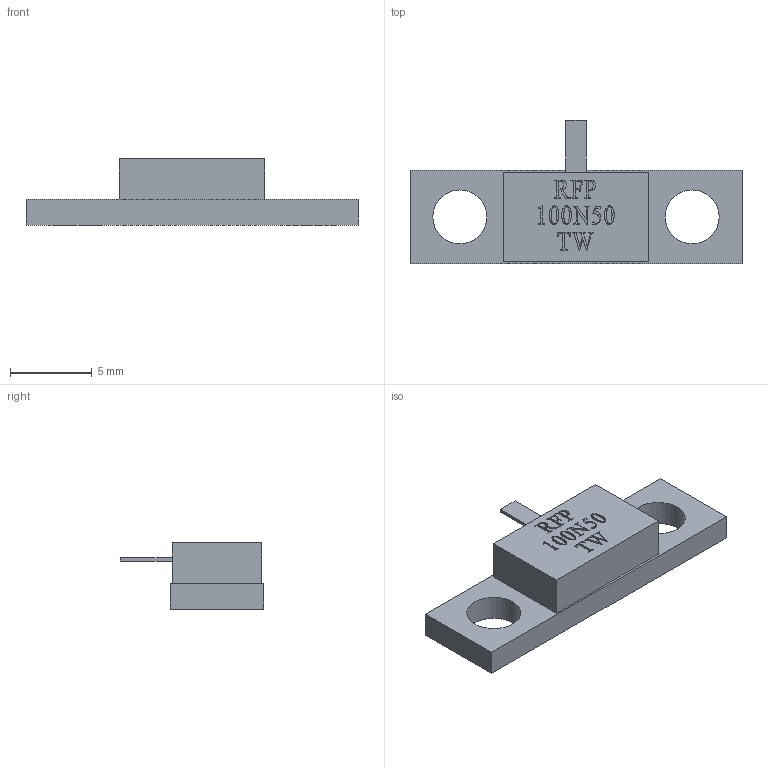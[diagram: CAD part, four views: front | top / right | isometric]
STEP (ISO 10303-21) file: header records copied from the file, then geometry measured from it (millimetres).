
FILE_DESCRIPTION(('STEP AP214'), '1');
FILE_NAME('100N50TW', '', ('UNSPECIFIED'), ('UNSPECIFIED'), 'ASCON STEP Converter 1.6', 'ASCON Math Kernel', '');
FILE_SCHEMA(('AUTOMOTIVE_DESIGN { 1 0 10303 214 3 1 1}'));
Length unit declared in the file: millimetre
Bounding box: 20.32 x 8.76 x 4.06 mm (x, y, z)
Volume: 277.3 mm3; surface area: 496.6 mm2
Topology: 2 solids, 2 shells, 578 faces, 1671 edges, 1114 vertices
Faces by surface type: plane 339, cylinder 239
Full cylindrical faces by diameter (mm): 3.302 x2
Entity records: 23745 total; most frequent: CARTESIAN_POINT 3362, ORIENTED_EDGE 3338, DIRECTION 3305, EDGE_CURVE 1669, LINE 1191, VECTOR 1191, VERTEX_POINT 1114, AXIS2_PLACEMENT_3D 1057
